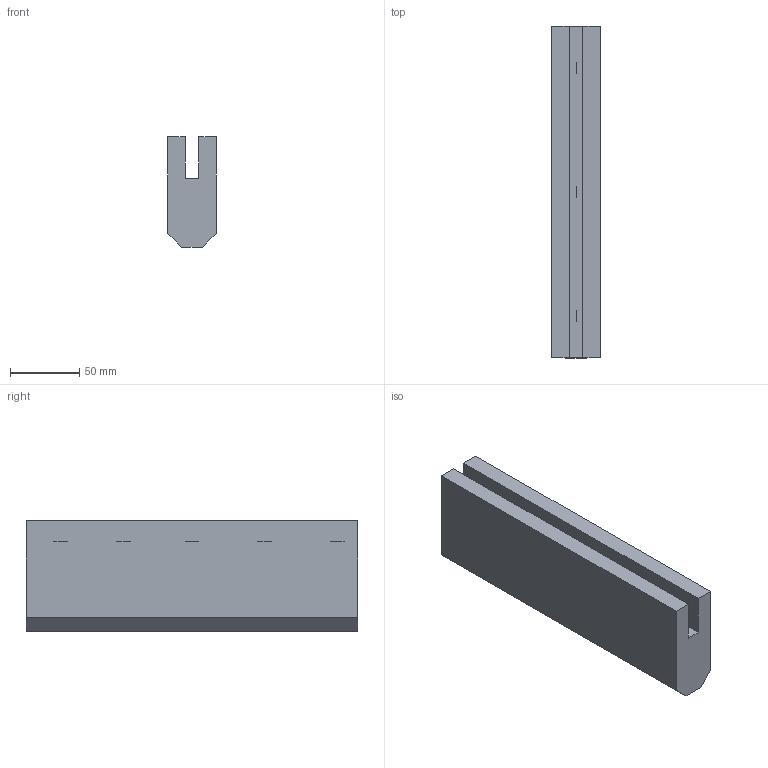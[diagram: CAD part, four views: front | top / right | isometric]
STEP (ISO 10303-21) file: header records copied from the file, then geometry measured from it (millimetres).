
FILE_DESCRIPTION(/* description */ (''),/* implementation_level */ '2;1');
FILE_NAME(/* name */ 'PLAQUE DE FOND',/* time_stamp */ '2023-11-21T10:23:40+01:00',/* author */ (''),/* organization */ (''),/* preprocessor_version */ 'ST-DEVELOPER v16.5',/* originating_system */ 'Rhino 7.34',/* authorisation */ '');
FILE_SCHEMA (('CONFIG_CONTROL_DESIGN'));
Length unit declared in the file: millimetre
Products named in the file (1): Document
Bounding box: 35 x 240 x 80 mm (x, y, z)
Surface area: 82110.2 mm2 (no closed solid volume)
Topology: 0 solids, 15 shells, 63 faces, 213 edges, 142 vertices
Faces by surface type: cylinder 40, plane 17, bspline 6
Entity records: 2365 total; most frequent: CARTESIAN_POINT 1092, ORIENTED_EDGE 296, EDGE_CURVE 192, VERTEX_POINT 132, EDGE_LOOP 89, DIRECTION 79, B_SPLINE_CURVE_WITH_KNOTS 67, ADVANCED_FACE 63
